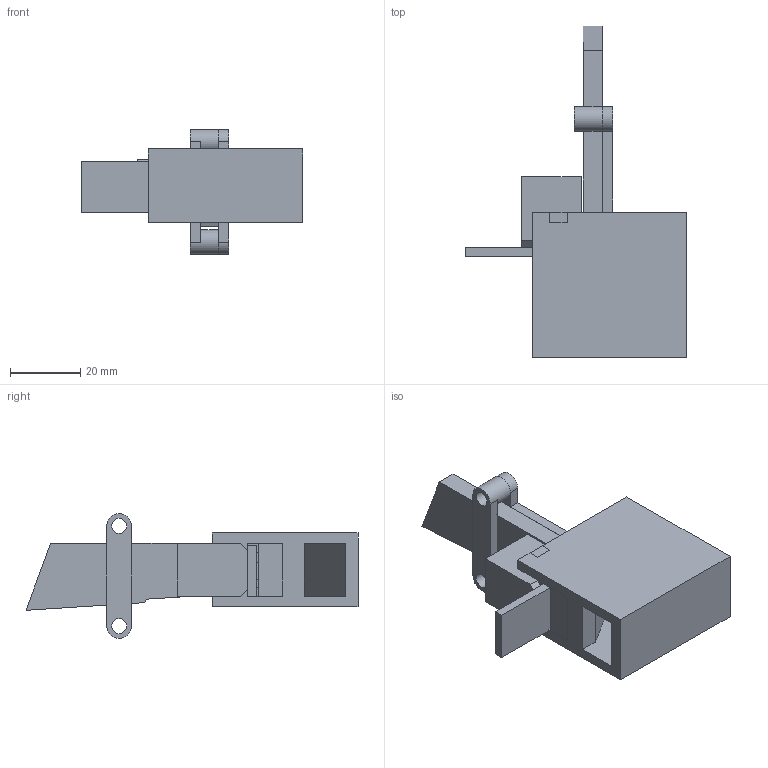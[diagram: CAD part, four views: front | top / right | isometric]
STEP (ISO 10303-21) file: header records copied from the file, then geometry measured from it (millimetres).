
FILE_DESCRIPTION(/* description */ (''),/* implementation_level */ '2;1');
FILE_NAME(/* name */ 'Dispenser Assembly.stp',/* time_stamp */ '2024-03-09T14:05:26+11:00',/* author */ ('Jack'),/* organization */ (''),/* preprocessor_version */ 'ST-DEVELOPER v19',/* originating_system */ 'Autodesk Inventor 2023',/* authorisation */ '');
FILE_SCHEMA (('AUTOMOTIVE_DESIGN { 1 0 10303 214 3 1 1 }'));
Length unit declared in the file: millimetre
Products named in the file (7): Dispenser Assembly; Dispenser Body; Singulator plate; Paint brush tip; Plate Spacer; Brush bracket; Hopper
Assembly tree (6 placements, depth 2):
  Dispenser Assembly
    Dispenser Body
    Singulator plate
    Paint brush tip
    Plate Spacer
    Brush bracket
    Hopper
Bounding box: 62.99 x 94.48 x 35.5 mm (x, y, z)
Volume: 37675.8 mm3; surface area: 20986.1 mm2
Topology: 6 solids, 6 shells, 124 faces, 324 edges, 212 vertices
Faces by surface type: plane 114, cylinder 10
Full cylindrical faces by diameter (mm): 2.85 x1, 4.3 x4, 7 x2, 10 x1
Entity records: 4027 total; most frequent: CARTESIAN_POINT 673, ORIENTED_EDGE 648, DIRECTION 622, EDGE_CURVE 324, LINE 300, VECTOR 300, VERTEX_POINT 212, AXIS2_PLACEMENT_3D 161
